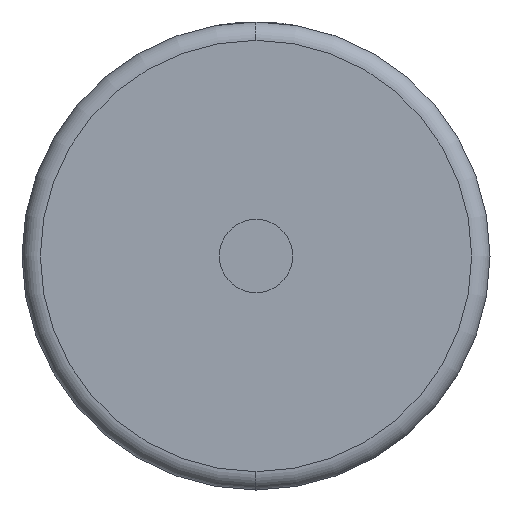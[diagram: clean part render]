
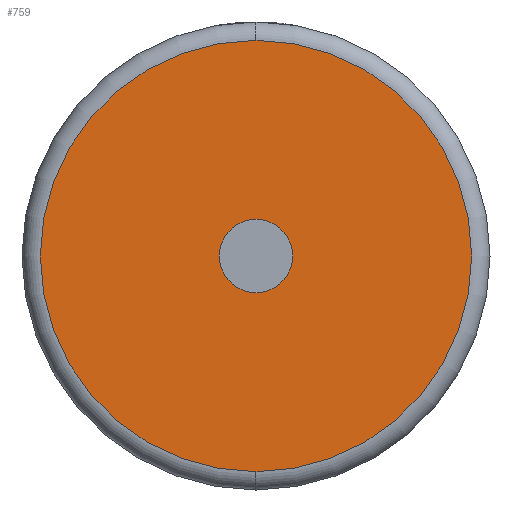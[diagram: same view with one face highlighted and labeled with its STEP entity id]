
A CAD part, left-side view. The second image highlights one B-rep face of the part: STEP entity #759.
In plain terms, the highlighted planar face has unit normal (-1, 0, 0).
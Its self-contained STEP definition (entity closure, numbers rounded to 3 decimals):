
#80 = DIRECTION ( 'NONE',  ( 0., 0., -1. ) ) ;
#274 = EDGE_CURVE ( 'NONE', #2572, #6495, #2778, .T. ) ;
#504 = FACE_OUTER_BOUND ( 'NONE', #6073, .T. ) ;
#513 = CARTESIAN_POINT ( 'NONE',  ( 0., 0., 0. ) ) ;
#759 = ADVANCED_FACE ( 'NONE', ( #504, #5984 ), #1052, .F. ) ;
#1052 = PLANE ( 'NONE',  #3655 ) ;
#1280 = EDGE_CURVE ( 'NONE', #4316, #6056, #2692, .T. ) ;
#1645 = CARTESIAN_POINT ( 'NONE',  ( 0., 0., 4. ) ) ;
#1729 = CARTESIAN_POINT ( 'NONE',  ( 0., 0., -4. ) ) ;
#2004 = ORIENTED_EDGE ( 'NONE', *, *, #2224, .F. ) ;
#2052 = DIRECTION ( 'NONE',  ( 0., 0., -1. ) ) ;
#2073 = DIRECTION ( 'NONE',  ( -1., 0., 0. ) ) ;
#2224 = EDGE_CURVE ( 'NONE', #6056, #4316, #2347, .T. ) ;
#2347 = CIRCLE ( 'NONE', #5993, 4. ) ;
#2401 = ORIENTED_EDGE ( 'NONE', *, *, #3815, .T. ) ;
#2538 = DIRECTION ( 'NONE',  ( 0., 0., -1. ) ) ;
#2572 = VERTEX_POINT ( 'NONE', #3887 ) ;
#2596 = DIRECTION ( 'NONE',  ( 0., 0., -1. ) ) ;
#2692 = CIRCLE ( 'NONE', #2930, 4. ) ;
#2778 = CIRCLE ( 'NONE', #3817, 23.5 ) ;
#2930 = AXIS2_PLACEMENT_3D ( 'NONE', #513, #3518, #5593 ) ;
#3078 = CARTESIAN_POINT ( 'NONE',  ( 0., 0., 0. ) ) ;
#3103 = DIRECTION ( 'NONE',  ( -1., 0., 0. ) ) ;
#3518 = DIRECTION ( 'NONE',  ( -1., 0., 0. ) ) ;
#3655 = AXIS2_PLACEMENT_3D ( 'NONE', #6164, #4146, #2052 ) ;
#3815 = EDGE_CURVE ( 'NONE', #6495, #2572, #5331, .T. ) ;
#3817 = AXIS2_PLACEMENT_3D ( 'NONE', #5078, #3103, #2538 ) ;
#3887 = CARTESIAN_POINT ( 'NONE',  ( 0., 0., 23.5 ) ) ;
#4041 = DIRECTION ( 'NONE',  ( -1., 0., 0. ) ) ;
#4146 = DIRECTION ( 'NONE',  ( 1., 0., 0. ) ) ;
#4316 = VERTEX_POINT ( 'NONE', #1729 ) ;
#4741 = CARTESIAN_POINT ( 'NONE',  ( 0., 0., -23.5 ) ) ;
#4980 = AXIS2_PLACEMENT_3D ( 'NONE', #3078, #2073, #80 ) ;
#5078 = CARTESIAN_POINT ( 'NONE',  ( 0., 0., 0. ) ) ;
#5331 = CIRCLE ( 'NONE', #4980, 23.5 ) ;
#5593 = DIRECTION ( 'NONE',  ( 0., 0., -1. ) ) ;
#5630 = CARTESIAN_POINT ( 'NONE',  ( 0., 0., 0. ) ) ;
#5984 = FACE_BOUND ( 'NONE', #6417, .T. ) ;
#5993 = AXIS2_PLACEMENT_3D ( 'NONE', #5630, #4041, #2596 ) ;
#6026 = ORIENTED_EDGE ( 'NONE', *, *, #274, .T. ) ;
#6056 = VERTEX_POINT ( 'NONE', #1645 ) ;
#6073 = EDGE_LOOP ( 'NONE', ( #2401, #6026 ) ) ;
#6164 = CARTESIAN_POINT ( 'NONE',  ( 0., 0., 0. ) ) ;
#6374 = ORIENTED_EDGE ( 'NONE', *, *, #1280, .F. ) ;
#6417 = EDGE_LOOP ( 'NONE', ( #6374, #2004 ) ) ;
#6495 = VERTEX_POINT ( 'NONE', #4741 ) ;
